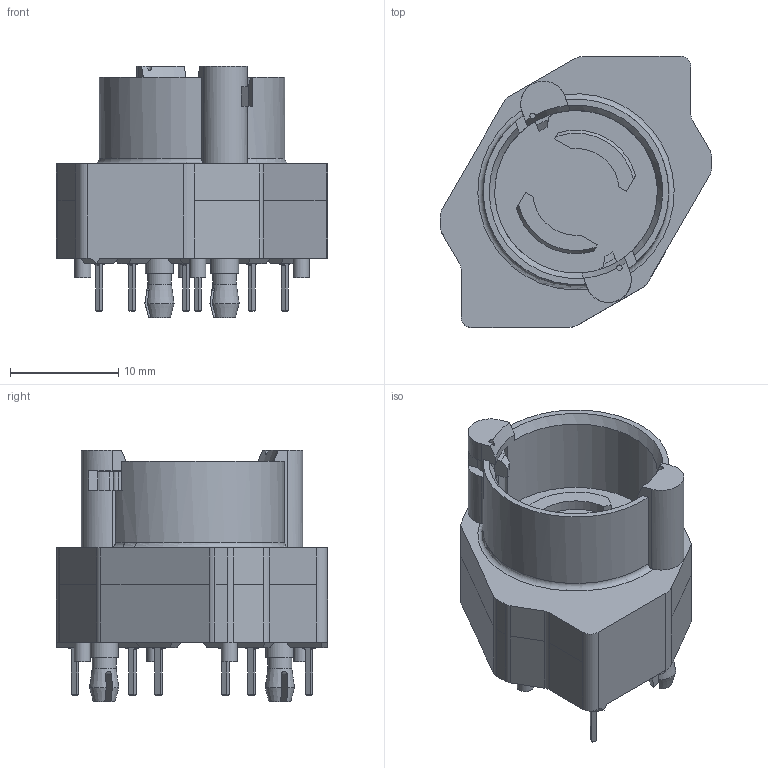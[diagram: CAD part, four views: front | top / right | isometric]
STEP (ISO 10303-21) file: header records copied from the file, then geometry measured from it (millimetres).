
FILE_DESCRIPTION(/* description */ (''),/* implementation_level */ '2;1');
FILE_NAME(/* name */ 'CZTP2.stp',/* time_stamp */ '2016-04-14T14:26:23+02:00',/* author */ ('mharscher'),/* organization */ (''),/* preprocessor_version */ 'ST-DEVELOPER v15.2',/* originating_system */ 'Autodesk Inventor 2014',/* authorisation */ '');
FILE_SCHEMA (('CONFIG_CONTROL_DESIGN'));
Length unit declared in the file: centimetre
Products named in the file (1): CZTLP2 - Kopie
Bounding box: 25 x 25 x 23.2 mm (x, y, z)
Volume: 4655.8 mm3; surface area: 2944.6 mm2
Topology: 1 solids, 1 shells, 585 faces, 1583 edges, 1044 vertices
Faces by surface type: plane 406, cylinder 89, bspline 72, cone 16, torus 2
Full cylindrical faces by diameter (mm): 0.5 x2, 1.5 x4, 2.2 x2, 2.6 x4, 3.6 x1
Entity records: 18659 total; most frequent: CARTESIAN_POINT 4408, ORIENTED_EDGE 3116, DIRECTION 2630, EDGE_CURVE 1558, LINE 1134, VECTOR 1134, VERTEX_POINT 1036, AXIS2_PLACEMENT_3D 748
